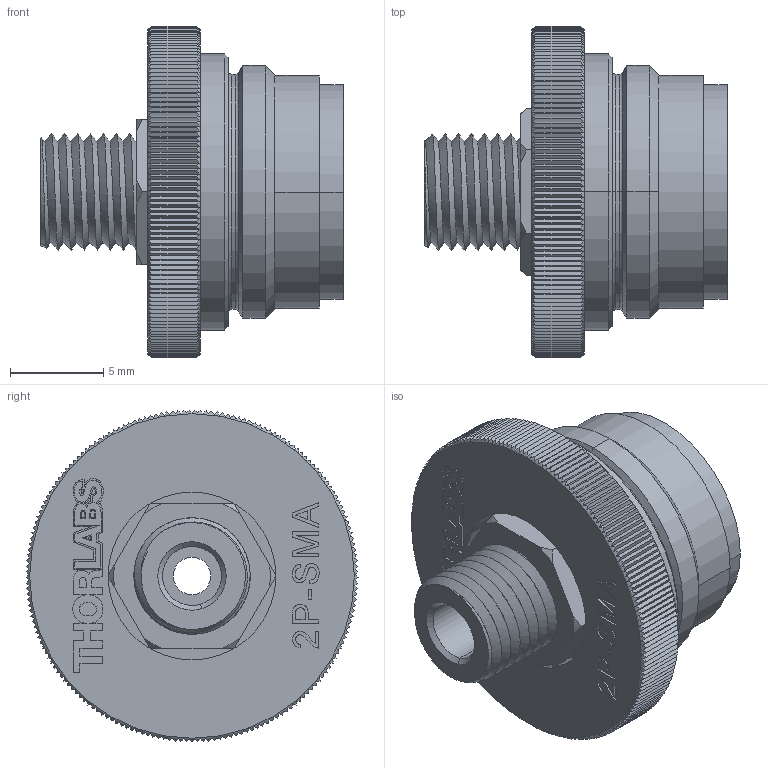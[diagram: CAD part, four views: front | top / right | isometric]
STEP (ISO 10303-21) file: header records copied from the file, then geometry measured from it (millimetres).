
FILE_DESCRIPTION (( 'STEP AP214' ), '1' );
FILE_NAME ('21.08.19_2P-SMA_SMA-Adapter w. Sphere Radius_WEB.STEP', '2021-08-19T10:36:40', ( '' ), ( '' ), 'SwSTEP 2.0', 'SolidWorks 2019', '' );
FILE_SCHEMA (( 'AUTOMOTIVE_DESIGN' ));
Length unit declared in the file: millimetre
Products named in the file (1): 21.08.19_2P-SMA_SMA-Adapter w. Sphere Radius_WEB
Bounding box: 16.22 x 17.8 x 17.8 mm (x, y, z)
Volume: 1722.8 mm3; surface area: 2075.2 mm2
Topology: 4 solids, 4 shells, 1277 faces, 3658 edges, 2416 vertices
Faces by surface type: plane 916, cylinder 236, bspline 67, cone 52, torus 4, sphere 2
Entity records: 63290 total; most frequent: CARTESIAN_POINT 17317, ORIENTED_EDGE 7316, DIRECTION 5682, EDGE_CURVE 3658, VERTEX_POINT 2416, LINE 2210, VECTOR 2210, AXIS2_PLACEMENT_3D 1736
